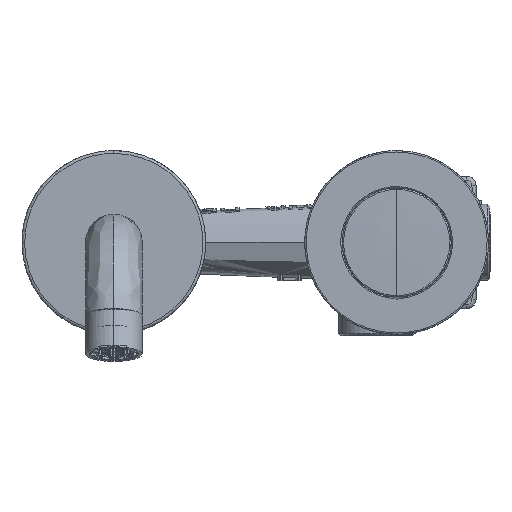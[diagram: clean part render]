
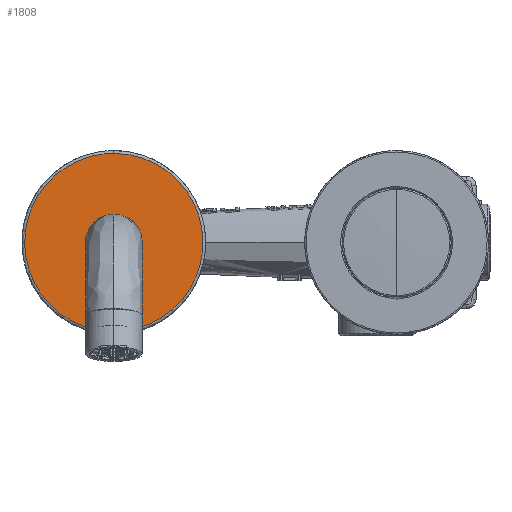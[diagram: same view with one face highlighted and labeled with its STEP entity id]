
A CAD part, front view. The second image highlights one B-rep face of the part: STEP entity #1808.
In plain terms, the highlighted face is planar.
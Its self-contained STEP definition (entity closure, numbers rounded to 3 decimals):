
#1808=ADVANCED_FACE('',(#5785,#3429),#51883,.T.);
#3429=FACE_BOUND('',#8895,.T.);
#5785=FACE_OUTER_BOUND('',#8894,.T.);
#8894=EDGE_LOOP('',(#18701,#18702));
#8895=EDGE_LOOP('',(#18703,#18704));
#18701=ORIENTED_EDGE('',*,*,#31497,.F.);
#18702=ORIENTED_EDGE('',*,*,#31475,.F.);
#18703=ORIENTED_EDGE('',*,*,#31480,.F.);
#18704=ORIENTED_EDGE('',*,*,#31487,.F.);
#31475=EDGE_CURVE('',#46619,#46620,#43947,.T.);
#31480=EDGE_CURVE('',#46621,#46622,#43951,.T.);
#31487=EDGE_CURVE('',#46622,#46621,#43955,.T.);
#31497=EDGE_CURVE('',#46620,#46619,#43961,.T.);
#43947=(
BOUNDED_CURVE()
B_SPLINE_CURVE(2,(#98919,#98920,#98921,#98922,#98923),.UNSPECIFIED.,.F.,
 .F.)
B_SPLINE_CURVE_WITH_KNOTS((3,2,3),(-98.96,-49.48,
0.),.UNSPECIFIED.)
CURVE()
GEOMETRIC_REPRESENTATION_ITEM()
RATIONAL_B_SPLINE_CURVE((1.,0.707,1.,0.707,1.))
REPRESENTATION_ITEM('')
);
#43951=(
BOUNDED_CURVE()
B_SPLINE_CURVE(2,(#98937,#98938,#98939,#98940,#98941),.UNSPECIFIED.,.F.,
 .F.)
B_SPLINE_CURVE_WITH_KNOTS((3,2,3),(-23.876,-11.938,
0.),.UNSPECIFIED.)
CURVE()
GEOMETRIC_REPRESENTATION_ITEM()
RATIONAL_B_SPLINE_CURVE((1.,0.707,1.,0.707,1.))
REPRESENTATION_ITEM('')
);
#43955=(
BOUNDED_CURVE()
B_SPLINE_CURVE(2,(#98963,#98964,#98965,#98966,#98967),.UNSPECIFIED.,.F.,
 .F.)
B_SPLINE_CURVE_WITH_KNOTS((3,2,3),(-23.876,-11.938,
0.),.UNSPECIFIED.)
CURVE()
GEOMETRIC_REPRESENTATION_ITEM()
RATIONAL_B_SPLINE_CURVE((1.,0.707,1.,0.707,1.))
REPRESENTATION_ITEM('')
);
#43961=(
BOUNDED_CURVE()
B_SPLINE_CURVE(2,(#99001,#99002,#99003,#99004,#99005),.UNSPECIFIED.,.F.,
 .F.)
B_SPLINE_CURVE_WITH_KNOTS((3,2,3),(-98.96,-49.48,
0.),.UNSPECIFIED.)
CURVE()
GEOMETRIC_REPRESENTATION_ITEM()
RATIONAL_B_SPLINE_CURVE((1.,0.707,1.,0.707,1.))
REPRESENTATION_ITEM('')
);
#46619=VERTEX_POINT('',#98879);
#46620=VERTEX_POINT('',#98880);
#46621=VERTEX_POINT('',#98881);
#46622=VERTEX_POINT('',#98882);
#51883=PLANE('',#54102);
#54102=AXIS2_PLACEMENT_3D('',#98636,#56623,$);
#56623=DIRECTION('',(0.,0.,-1.));
#98636=CARTESIAN_POINT('',(37.911,37.911,-6.5));
#98879=CARTESIAN_POINT('',(31.5,0.,-6.5));
#98880=CARTESIAN_POINT('',(-31.5,0.,-6.5));
#98881=CARTESIAN_POINT('',(-7.6,0.,-6.5));
#98882=CARTESIAN_POINT('',(7.6,0.,-6.5));
#98919=CARTESIAN_POINT('',(31.5,0.,-6.5));
#98920=CARTESIAN_POINT('',(31.5,31.5,-6.5));
#98921=CARTESIAN_POINT('',(0.,31.5,-6.5));
#98922=CARTESIAN_POINT('',(-31.5,31.5,-6.5));
#98923=CARTESIAN_POINT('',(-31.5,0.,-6.5));
#98937=CARTESIAN_POINT('',(-7.6,0.,-6.5));
#98938=CARTESIAN_POINT('',(-7.6,7.6,-6.5));
#98939=CARTESIAN_POINT('',(0.,7.6,-6.5));
#98940=CARTESIAN_POINT('',(7.6,7.6,-6.5));
#98941=CARTESIAN_POINT('',(7.6,0.,-6.5));
#98963=CARTESIAN_POINT('',(7.6,0.,-6.5));
#98964=CARTESIAN_POINT('',(7.6,-7.6,-6.5));
#98965=CARTESIAN_POINT('',(0.,-7.6,-6.5));
#98966=CARTESIAN_POINT('',(-7.6,-7.6,-6.5));
#98967=CARTESIAN_POINT('',(-7.6,0.,-6.5));
#99001=CARTESIAN_POINT('',(-31.5,0.,-6.5));
#99002=CARTESIAN_POINT('',(-31.5,-31.5,-6.5));
#99003=CARTESIAN_POINT('',(0.,-31.5,-6.5));
#99004=CARTESIAN_POINT('',(31.5,-31.5,-6.5));
#99005=CARTESIAN_POINT('',(31.5,0.,-6.5));
